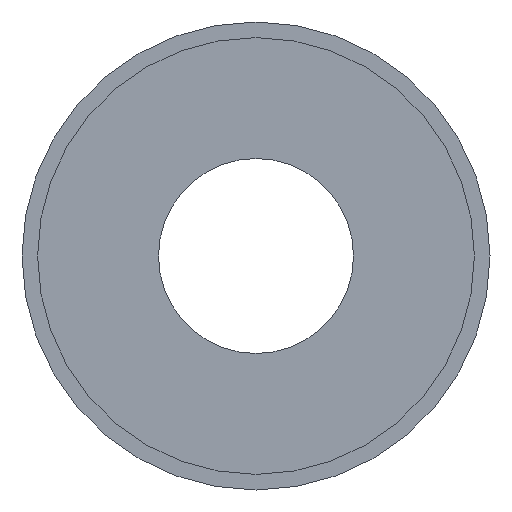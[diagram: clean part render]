
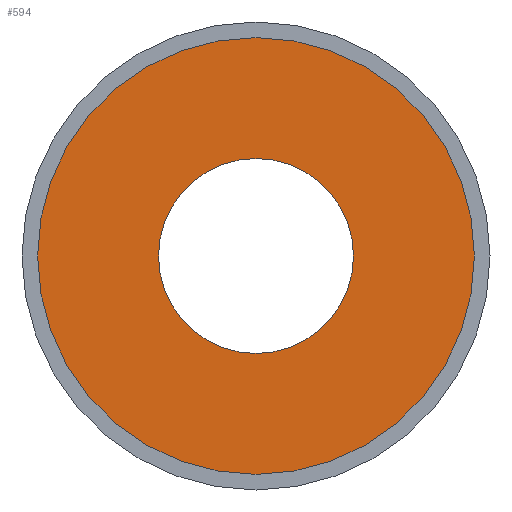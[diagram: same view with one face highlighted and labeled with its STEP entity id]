
A CAD part, front view. The second image highlights one B-rep face of the part: STEP entity #594.
In plain terms, the highlighted planar face has unit normal (0, -1, 0).
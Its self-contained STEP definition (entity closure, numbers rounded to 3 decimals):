
#7 = ORIENTED_EDGE ( 'NONE', *, *, #655, .T. ) ;
#45 = ORIENTED_EDGE ( 'NONE', *, *, #493, .F. ) ;
#48 = DIRECTION ( 'NONE',  ( 0., 1., 0. ) ) ;
#60 = CARTESIAN_POINT ( 'NONE',  ( 0., 0., -28. ) ) ;
#94 = EDGE_CURVE ( 'NONE', #171, #613, #621, .T. ) ;
#97 = DIRECTION ( 'NONE',  ( 0., 0., 1. ) ) ;
#103 = DIRECTION ( 'NONE',  ( 0., 0., 1. ) ) ;
#136 = FACE_OUTER_BOUND ( 'NONE', #450, .T. ) ;
#170 = VERTEX_POINT ( 'NONE', #345 ) ;
#171 = VERTEX_POINT ( 'NONE', #400 ) ;
#197 = AXIS2_PLACEMENT_3D ( 'NONE', #509, #48, #97 ) ;
#215 = PLANE ( 'NONE',  #274 ) ;
#217 = CARTESIAN_POINT ( 'NONE',  ( 0., 0., 0. ) ) ;
#236 = EDGE_LOOP ( 'NONE', ( #380, #7 ) ) ;
#267 = ORIENTED_EDGE ( 'NONE', *, *, #504, .F. ) ;
#273 = CARTESIAN_POINT ( 'NONE',  ( 0., 0., 0. ) ) ;
#274 = AXIS2_PLACEMENT_3D ( 'NONE', #217, #672, #103 ) ;
#297 = AXIS2_PLACEMENT_3D ( 'NONE', #273, #507, #676 ) ;
#303 = CIRCLE ( 'NONE', #721, 28. ) ;
#312 = FACE_BOUND ( 'NONE', #236, .T. ) ;
#345 = CARTESIAN_POINT ( 'NONE',  ( 0., 0., 28. ) ) ;
#380 = ORIENTED_EDGE ( 'NONE', *, *, #94, .T. ) ;
#400 = CARTESIAN_POINT ( 'NONE',  ( 0., 0., -12.5 ) ) ;
#410 = CIRCLE ( 'NONE', #595, 28. ) ;
#450 = EDGE_LOOP ( 'NONE', ( #45, #267 ) ) ;
#493 = EDGE_CURVE ( 'NONE', #170, #694, #410, .T. ) ;
#495 = CIRCLE ( 'NONE', #197, 12.5 ) ;
#502 = DIRECTION ( 'NONE',  ( 0., 1., 0. ) ) ;
#504 = EDGE_CURVE ( 'NONE', #694, #170, #303, .T. ) ;
#507 = DIRECTION ( 'NONE',  ( 0., 1., 0. ) ) ;
#509 = CARTESIAN_POINT ( 'NONE',  ( 0., 0., 0. ) ) ;
#559 = DIRECTION ( 'NONE',  ( 0., 0., 1. ) ) ;
#594 = ADVANCED_FACE ( 'NONE', ( #312, #136 ), #215, .F. ) ;
#595 = AXIS2_PLACEMENT_3D ( 'NONE', #717, #502, #605 ) ;
#605 = DIRECTION ( 'NONE',  ( 0., 0., 1. ) ) ;
#606 = DIRECTION ( 'NONE',  ( 0., 1., 0. ) ) ;
#613 = VERTEX_POINT ( 'NONE', #669 ) ;
#621 = CIRCLE ( 'NONE', #297, 12.5 ) ;
#655 = EDGE_CURVE ( 'NONE', #613, #171, #495, .T. ) ;
#669 = CARTESIAN_POINT ( 'NONE',  ( 0., 0., 12.5 ) ) ;
#672 = DIRECTION ( 'NONE',  ( 0., 1., 0. ) ) ;
#676 = DIRECTION ( 'NONE',  ( 0., 0., 1. ) ) ;
#682 = CARTESIAN_POINT ( 'NONE',  ( 0., 0., 0. ) ) ;
#694 = VERTEX_POINT ( 'NONE', #60 ) ;
#717 = CARTESIAN_POINT ( 'NONE',  ( 0., 0., 0. ) ) ;
#721 = AXIS2_PLACEMENT_3D ( 'NONE', #682, #606, #559 ) ;
